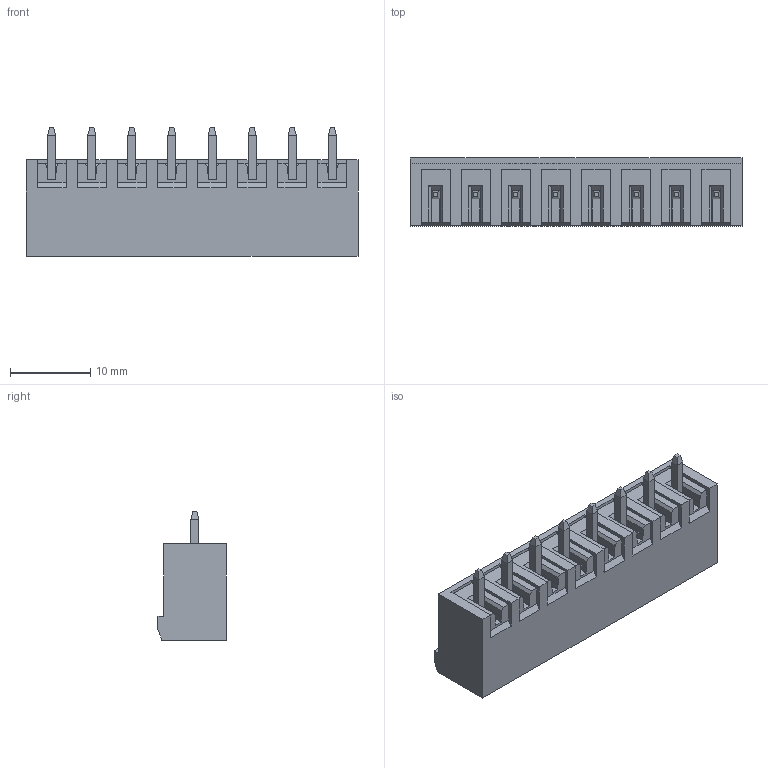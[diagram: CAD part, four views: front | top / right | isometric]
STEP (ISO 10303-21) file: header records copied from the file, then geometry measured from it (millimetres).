
FILE_DESCRIPTION(('FreeCAD Model'),'2;1');
FILE_NAME('Open CASCADE Shape Model','2024-11-10T20:08:28',(''),(''), 'Open CASCADE STEP processor 7.6','FreeCAD','Unknown');
FILE_SCHEMA(('AUTOMOTIVE_DESIGN { 1 0 10303 214 1 1 1 1 }'));
Length unit declared in the file: millimetre
Products named in the file (1): CUI_DEVICES_TBP04R2-500-08BE
Bounding box: 41.4 x 8.5 x 16 mm (x, y, z)
Volume: 1681.3 mm3; surface area: 3610 mm2
Topology: 1 solids, 1 shells, 589 faces, 1580 edges, 1001 vertices
Faces by surface type: plane 517, cone 48, cylinder 24
Entity records: 22222 total; most frequent: CARTESIAN_POINT 3443, ORIENTED_EDGE 3160, DIRECTION 2840, EDGE_CURVE 1580, LINE 1372, VECTOR 1372, VERTEX_POINT 1001, AXIS2_PLACEMENT_3D 734
